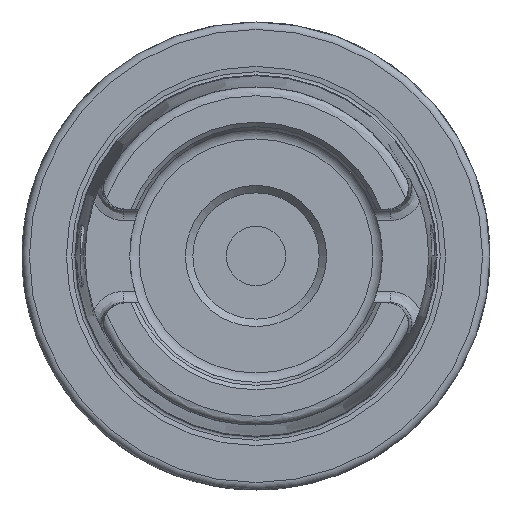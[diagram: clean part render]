
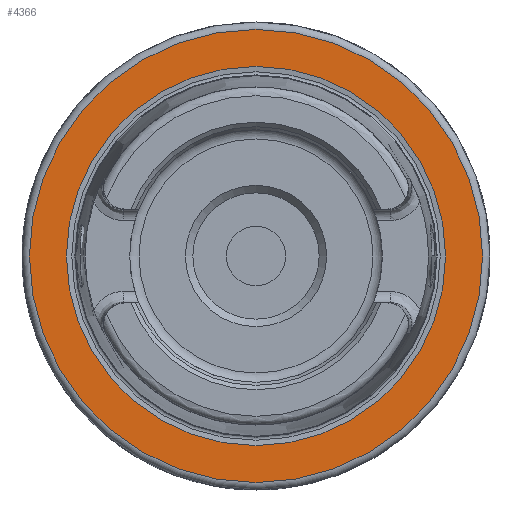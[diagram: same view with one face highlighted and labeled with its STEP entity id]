
A CAD part, left-side view. The second image highlights one B-rep face of the part: STEP entity #4366.
In plain terms, the highlighted planar face has unit normal (-1, 0, 0).
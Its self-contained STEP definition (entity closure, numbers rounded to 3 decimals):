
#103=FACE_BOUND('',#720,.T.);
#171=PLANE('',#4808);
#450=FACE_OUTER_BOUND('',#719,.T.);
#719=EDGE_LOOP('',(#3753,#3754));
#720=EDGE_LOOP('',(#3755,#3756));
#1120=CIRCLE('',#4806,25.521);
#1121=CIRCLE('',#4807,25.521);
#1122=CIRCLE('',#4809,30.5);
#1123=CIRCLE('',#4810,30.5);
#2076=VERTEX_POINT('',#8850);
#2077=VERTEX_POINT('',#8852);
#2078=VERTEX_POINT('',#8856);
#2079=VERTEX_POINT('',#8857);
#2651=EDGE_CURVE('',#2077,#2076,#1120,.T.);
#2652=EDGE_CURVE('',#2076,#2077,#1121,.T.);
#2653=EDGE_CURVE('',#2078,#2079,#1122,.T.);
#2654=EDGE_CURVE('',#2079,#2078,#1123,.T.);
#3753=ORIENTED_EDGE('',*,*,#2653,.F.);
#3754=ORIENTED_EDGE('',*,*,#2654,.F.);
#3755=ORIENTED_EDGE('',*,*,#2651,.T.);
#3756=ORIENTED_EDGE('',*,*,#2652,.T.);
#4366=ADVANCED_FACE('',(#450,#103),#171,.T.);
#4806=AXIS2_PLACEMENT_3D('',#8853,#5722,#5723);
#4807=AXIS2_PLACEMENT_3D('',#8854,#5724,#5725);
#4808=AXIS2_PLACEMENT_3D('',#8855,#5726,#5727);
#4809=AXIS2_PLACEMENT_3D('',#8858,#5728,#5729);
#4810=AXIS2_PLACEMENT_3D('',#8859,#5730,#5731);
#5722=DIRECTION('center_axis',(1.,0.,0.));
#5723=DIRECTION('ref_axis',(0.,0.,-1.));
#5724=DIRECTION('center_axis',(1.,0.,0.));
#5725=DIRECTION('ref_axis',(0.,0.,-1.));
#5726=DIRECTION('center_axis',(-1.,0.,0.));
#5727=DIRECTION('ref_axis',(0.,0.,1.));
#5728=DIRECTION('center_axis',(1.,0.,0.));
#5729=DIRECTION('ref_axis',(0.,0.,-1.));
#5730=DIRECTION('center_axis',(1.,0.,0.));
#5731=DIRECTION('ref_axis',(0.,0.,-1.));
#8850=CARTESIAN_POINT('',(0.,-25.521,0.));
#8852=CARTESIAN_POINT('',(0.,25.521,0.));
#8853=CARTESIAN_POINT('Origin',(0.,0.,
0.));
#8854=CARTESIAN_POINT('Origin',(0.,0.,
0.));
#8855=CARTESIAN_POINT('Origin',(0.,30.5,0.));
#8856=CARTESIAN_POINT('',(0.,30.5,0.));
#8857=CARTESIAN_POINT('',(0.,0.,30.5));
#8858=CARTESIAN_POINT('Origin',(0.,0.,
0.));
#8859=CARTESIAN_POINT('Origin',(0.,0.,
0.));
